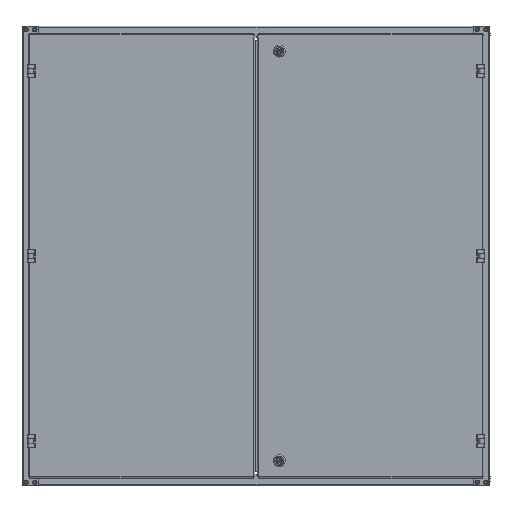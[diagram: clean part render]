
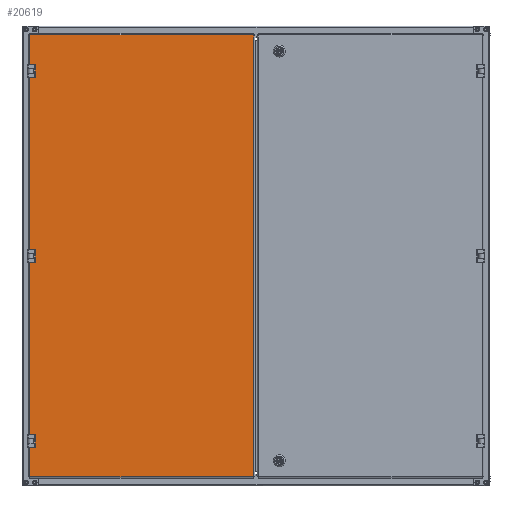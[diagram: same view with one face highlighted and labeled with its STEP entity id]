
A CAD part, top view. The second image highlights one B-rep face of the part: STEP entity #20619.
In plain terms, the highlighted planar face has unit normal (0, 0, 1).
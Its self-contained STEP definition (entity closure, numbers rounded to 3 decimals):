
#1673 = ORIENTED_EDGE ( 'NONE', *, *, #5490, .T. ) ;
#2304 = DIRECTION ( 'NONE',  ( 0., 0., 1. ) ) ;
#3005 = VERTEX_POINT ( 'NONE', #48639 ) ;
#3016 = VECTOR ( 'NONE', #53788, 1000. ) ;
#3285 = VERTEX_POINT ( 'NONE', #35500 ) ;
#4835 = EDGE_CURVE ( 'NONE', #21220, #17178, #27003, .T. ) ;
#4840 = VECTOR ( 'NONE', #32839, 1000. ) ;
#5490 = EDGE_CURVE ( 'NONE', #12170, #6645, #63780, .T. ) ;
#5575 = ORIENTED_EDGE ( 'NONE', *, *, #34085, .T. ) ;
#6006 = VECTOR ( 'NONE', #13756, 1000. ) ;
#6218 = LINE ( 'NONE', #21152, #8382 ) ;
#6645 = VERTEX_POINT ( 'NONE', #33853 ) ;
#6820 = ORIENTED_EDGE ( 'NONE', *, *, #31411, .F. ) ;
#8143 = DIRECTION ( 'NONE',  ( 1., 0., 0. ) ) ;
#8229 = ORIENTED_EDGE ( 'NONE', *, *, #46413, .F. ) ;
#8382 = VECTOR ( 'NONE', #16294, 1000. ) ;
#8525 = ORIENTED_EDGE ( 'NONE', *, *, #49143, .T. ) ;
#9092 = CARTESIAN_POINT ( 'NONE',  ( 264., -524., 0. ) ) ;
#9873 = ORIENTED_EDGE ( 'NONE', *, *, #33943, .F. ) ;
#9880 = CARTESIAN_POINT ( 'NONE',  ( -264., -521., 0. ) ) ;
#10796 = DIRECTION ( 'NONE',  ( -1., 0., 0. ) ) ;
#11443 = CARTESIAN_POINT ( 'NONE',  ( 264., 446.1, 0. ) ) ;
#11658 = LINE ( 'NONE', #31776, #24827 ) ;
#11762 = DIRECTION ( 'NONE',  ( -1., 0., 0. ) ) ;
#12170 = VERTEX_POINT ( 'NONE', #50387 ) ;
#12202 = CARTESIAN_POINT ( 'NONE',  ( 255., -10.1, 0. ) ) ;
#12699 = CARTESIAN_POINT ( 'NONE',  ( 255., 446.1, 0. ) ) ;
#13385 = VERTEX_POINT ( 'NONE', #14571 ) ;
#13756 = DIRECTION ( 'NONE',  ( 0., 1., 0. ) ) ;
#14187 = VECTOR ( 'NONE', #57411, 1000. ) ;
#14503 = LINE ( 'NONE', #38565, #3016 ) ;
#14571 = CARTESIAN_POINT ( 'NONE',  ( 255., 446.1, 0. ) ) ;
#14968 = ORIENTED_EDGE ( 'NONE', *, *, #53931, .F. ) ;
#15191 = ORIENTED_EDGE ( 'NONE', *, *, #36822, .F. ) ;
#16294 = DIRECTION ( 'NONE',  ( 1., 0., 0. ) ) ;
#17007 = ORIENTED_EDGE ( 'NONE', *, *, #27298, .F. ) ;
#17178 = VERTEX_POINT ( 'NONE', #43034 ) ;
#17265 = VECTOR ( 'NONE', #57173, 1000. ) ;
#17605 = ORIENTED_EDGE ( 'NONE', *, *, #42833, .F. ) ;
#18764 = AXIS2_PLACEMENT_3D ( 'NONE', #48058, #2304, #8143 ) ;
#18803 = CARTESIAN_POINT ( 'NONE',  ( 255., 10.1, 0. ) ) ;
#18808 = CARTESIAN_POINT ( 'NONE',  ( 255., -446.1, 0. ) ) ;
#20574 = EDGE_CURVE ( 'NONE', #27985, #12170, #6218, .T. ) ;
#20619 = ADVANCED_FACE ( 'NONE', ( #30586 ), #50368, .T. ) ;
#21152 = CARTESIAN_POINT ( 'NONE',  ( -264., -521., 0. ) ) ;
#21220 = VERTEX_POINT ( 'NONE', #24113 ) ;
#22380 = LINE ( 'NONE', #18803, #17265 ) ;
#23271 = VECTOR ( 'NONE', #56376, 1000. ) ;
#24113 = CARTESIAN_POINT ( 'NONE',  ( 264., 521., 0. ) ) ;
#24713 = LINE ( 'NONE', #38718, #61192 ) ;
#24827 = VECTOR ( 'NONE', #41530, 1000. ) ;
#26826 = VERTEX_POINT ( 'NONE', #30520 ) ;
#27003 = LINE ( 'NONE', #41317, #28891 ) ;
#27298 = EDGE_CURVE ( 'NONE', #63092, #51509, #14503, .T. ) ;
#27464 = CARTESIAN_POINT ( 'NONE',  ( -264., 524., 0. ) ) ;
#27985 = VERTEX_POINT ( 'NONE', #9880 ) ;
#28495 = VECTOR ( 'NONE', #50583, 1000. ) ;
#28699 = VECTOR ( 'NONE', #32492, 1000. ) ;
#28842 = VERTEX_POINT ( 'NONE', #46304 ) ;
#28891 = VECTOR ( 'NONE', #11762, 1000. ) ;
#30482 = CARTESIAN_POINT ( 'NONE',  ( 255., 425.9, 0. ) ) ;
#30520 = CARTESIAN_POINT ( 'NONE',  ( 255., -10.1, 0. ) ) ;
#30586 = FACE_OUTER_BOUND ( 'NONE', #33928, .T. ) ;
#31411 = EDGE_CURVE ( 'NONE', #44896, #13385, #35479, .T. ) ;
#31529 = CARTESIAN_POINT ( 'NONE',  ( 264., 425.9, 0. ) ) ;
#31710 = CARTESIAN_POINT ( 'NONE',  ( 255., -425.9, 0. ) ) ;
#31776 = CARTESIAN_POINT ( 'NONE',  ( 255., -446.1, 0. ) ) ;
#32492 = DIRECTION ( 'NONE',  ( 0., -1., 0. ) ) ;
#32642 = LINE ( 'NONE', #12202, #23271 ) ;
#32839 = DIRECTION ( 'NONE',  ( 0., -1., 0. ) ) ;
#33853 = CARTESIAN_POINT ( 'NONE',  ( 264., -446.1, 0. ) ) ;
#33928 = EDGE_LOOP ( 'NONE', ( #15191, #62304, #6820, #36654, #41569, #8525, #48747, #1673, #14968, #17007, #55608, #58709, #17605, #9873, #8229, #5575 ) ) ;
#33943 = EDGE_CURVE ( 'NONE', #3285, #26826, #42593, .T. ) ;
#34085 = EDGE_CURVE ( 'NONE', #41065, #53113, #52946, .T. ) ;
#35479 = LINE ( 'NONE', #60183, #63868 ) ;
#35500 = CARTESIAN_POINT ( 'NONE',  ( 255., 10.1, 0. ) ) ;
#36588 = LINE ( 'NONE', #27464, #64051 ) ;
#36654 = ORIENTED_EDGE ( 'NONE', *, *, #47388, .T. ) ;
#36822 = EDGE_CURVE ( 'NONE', #28842, #53113, #55169, .T. ) ;
#37219 = LINE ( 'NONE', #31710, #50517 ) ;
#37369 = LINE ( 'NONE', #12699, #28699 ) ;
#37546 = DIRECTION ( 'NONE',  ( 0., -1., 0. ) ) ;
#38565 = CARTESIAN_POINT ( 'NONE',  ( 255., -446.1, 0. ) ) ;
#38718 = CARTESIAN_POINT ( 'NONE',  ( 264., -524., 0. ) ) ;
#41065 = VERTEX_POINT ( 'NONE', #55040 ) ;
#41317 = CARTESIAN_POINT ( 'NONE',  ( 264., 521., 0. ) ) ;
#41530 = DIRECTION ( 'NONE',  ( 1., 0., 0. ) ) ;
#41569 = ORIENTED_EDGE ( 'NONE', *, *, #4835, .T. ) ;
#41592 = CARTESIAN_POINT ( 'NONE',  ( 255., -425.9, 0. ) ) ;
#42593 = LINE ( 'NONE', #47761, #4840 ) ;
#42833 = EDGE_CURVE ( 'NONE', #26826, #50355, #32642, .T. ) ;
#43034 = CARTESIAN_POINT ( 'NONE',  ( -264., 521., 0. ) ) ;
#43574 = DIRECTION ( 'NONE',  ( 0., 1., 0. ) ) ;
#44896 = VERTEX_POINT ( 'NONE', #11443 ) ;
#46304 = CARTESIAN_POINT ( 'NONE',  ( 255., 425.9, 0. ) ) ;
#46413 = EDGE_CURVE ( 'NONE', #41065, #3285, #22380, .T. ) ;
#47388 = EDGE_CURVE ( 'NONE', #44896, #21220, #47942, .T. ) ;
#47629 = CARTESIAN_POINT ( 'NONE',  ( 264., -524., 0. ) ) ;
#47761 = CARTESIAN_POINT ( 'NONE',  ( 255., 10.1, 0. ) ) ;
#47942 = LINE ( 'NONE', #47629, #14187 ) ;
#48058 = CARTESIAN_POINT ( 'NONE',  ( 0., 0., 0. ) ) ;
#48063 = DIRECTION ( 'NONE',  ( 0., 1., 0. ) ) ;
#48639 = CARTESIAN_POINT ( 'NONE',  ( 264., -425.9, 0. ) ) ;
#48747 = ORIENTED_EDGE ( 'NONE', *, *, #20574, .T. ) ;
#49143 = EDGE_CURVE ( 'NONE', #17178, #27985, #36588, .T. ) ;
#49188 = EDGE_CURVE ( 'NONE', #3005, #63092, #37219, .T. ) ;
#50355 = VERTEX_POINT ( 'NONE', #61147 ) ;
#50368 = PLANE ( 'NONE',  #18764 ) ;
#50387 = CARTESIAN_POINT ( 'NONE',  ( 264., -521., 0. ) ) ;
#50517 = VECTOR ( 'NONE', #51482, 1000. ) ;
#50583 = DIRECTION ( 'NONE',  ( 1., 0., 0. ) ) ;
#51482 = DIRECTION ( 'NONE',  ( -1., 0., 0. ) ) ;
#51509 = VERTEX_POINT ( 'NONE', #18808 ) ;
#52404 = CARTESIAN_POINT ( 'NONE',  ( 264., -524., 0. ) ) ;
#52946 = LINE ( 'NONE', #9092, #53565 ) ;
#53113 = VERTEX_POINT ( 'NONE', #31529 ) ;
#53565 = VECTOR ( 'NONE', #48063, 1000. ) ;
#53788 = DIRECTION ( 'NONE',  ( 0., -1., 0. ) ) ;
#53931 = EDGE_CURVE ( 'NONE', #51509, #6645, #11658, .T. ) ;
#54262 = EDGE_CURVE ( 'NONE', #3005, #50355, #24713, .T. ) ;
#55040 = CARTESIAN_POINT ( 'NONE',  ( 264., 10.1, 0. ) ) ;
#55169 = LINE ( 'NONE', #30482, #28495 ) ;
#55608 = ORIENTED_EDGE ( 'NONE', *, *, #49188, .F. ) ;
#56376 = DIRECTION ( 'NONE',  ( 1., 0., 0. ) ) ;
#57173 = DIRECTION ( 'NONE',  ( -1., 0., 0. ) ) ;
#57411 = DIRECTION ( 'NONE',  ( 0., 1., 0. ) ) ;
#58709 = ORIENTED_EDGE ( 'NONE', *, *, #54262, .T. ) ;
#60183 = CARTESIAN_POINT ( 'NONE',  ( 255., 446.1, 0. ) ) ;
#60822 = EDGE_CURVE ( 'NONE', #13385, #28842, #37369, .T. ) ;
#61147 = CARTESIAN_POINT ( 'NONE',  ( 264., -10.1, 0. ) ) ;
#61192 = VECTOR ( 'NONE', #43574, 1000. ) ;
#62304 = ORIENTED_EDGE ( 'NONE', *, *, #60822, .F. ) ;
#63092 = VERTEX_POINT ( 'NONE', #41592 ) ;
#63780 = LINE ( 'NONE', #52404, #6006 ) ;
#63868 = VECTOR ( 'NONE', #10796, 1000. ) ;
#64051 = VECTOR ( 'NONE', #37546, 1000. ) ;
